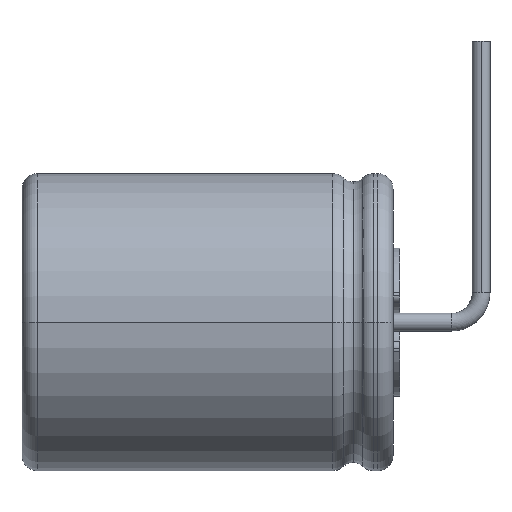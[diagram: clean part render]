
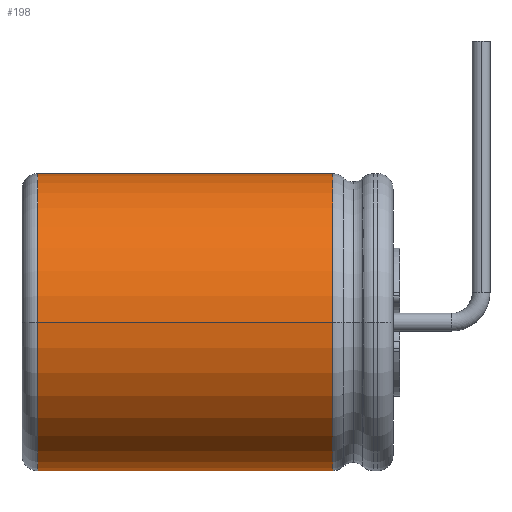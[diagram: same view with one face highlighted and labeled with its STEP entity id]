
A CAD part, left-side view. The second image highlights one B-rep face of the part: STEP entity #198.
In plain terms, the highlighted cylindrical face has radius 5.025 mm (diameter 10.051 mm), a partial arc.
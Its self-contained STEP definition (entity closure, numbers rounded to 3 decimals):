
#11 = CARTESIAN_POINT ( 'NONE',  ( 0., 2.52, -5.025 ) ) ;
#24 = ORIENTED_EDGE ( 'NONE', *, *, #4080, .F. ) ;
#185 = CYLINDRICAL_SURFACE ( 'NONE', #2063, 5.025 ) ;
#198 = ADVANCED_FACE ( 'NONE', ( #358 ), #185, .T. ) ;
#233 = EDGE_CURVE ( 'NONE', #1388, #3967, #1685, .T. ) ;
#256 = CARTESIAN_POINT ( 'NONE',  ( 0., 12.5, 0. ) ) ;
#272 = ORIENTED_EDGE ( 'NONE', *, *, #4233, .T. ) ;
#334 = VERTEX_POINT ( 'NONE', #3677 ) ;
#358 = FACE_OUTER_BOUND ( 'NONE', #362, .T. ) ;
#362 = EDGE_LOOP ( 'NONE', ( #272, #24, #3155, #4673 ) ) ;
#644 = VECTOR ( 'NONE', #3230, 1000. ) ;
#663 = DIRECTION ( 'NONE',  ( 0., 1., 0. ) ) ;
#1388 = VERTEX_POINT ( 'NONE', #3933 ) ;
#1637 = LINE ( 'NONE', #4086, #2784 ) ;
#1665 = AXIS2_PLACEMENT_3D ( 'NONE', #256, #4584, #1710 ) ;
#1685 = CIRCLE ( 'NONE', #4244, 5.025 ) ;
#1710 = DIRECTION ( 'NONE',  ( 1., 0., 0. ) ) ;
#1780 = CARTESIAN_POINT ( 'NONE',  ( 0., 2.52, 0. ) ) ;
#1827 = LINE ( 'NONE', #4668, #644 ) ;
#2063 = AXIS2_PLACEMENT_3D ( 'NONE', #2452, #663, #3537 ) ;
#2153 = DIRECTION ( 'NONE',  ( 1., 0., 0. ) ) ;
#2452 = CARTESIAN_POINT ( 'NONE',  ( 0., 12.922, 0. ) ) ;
#2578 = VERTEX_POINT ( 'NONE', #3384 ) ;
#2784 = VECTOR ( 'NONE', #3355, 1000. ) ;
#3155 = ORIENTED_EDGE ( 'NONE', *, *, #233, .F. ) ;
#3229 = DIRECTION ( 'NONE',  ( 0., -1., 0. ) ) ;
#3230 = DIRECTION ( 'NONE',  ( 0., -1., 0. ) ) ;
#3271 = CIRCLE ( 'NONE', #1665, 5.025 ) ;
#3355 = DIRECTION ( 'NONE',  ( 0., 1., 0. ) ) ;
#3384 = CARTESIAN_POINT ( 'NONE',  ( 0., 12.5, 5.025 ) ) ;
#3537 = DIRECTION ( 'NONE',  ( 1., 0., 0. ) ) ;
#3677 = CARTESIAN_POINT ( 'NONE',  ( 0., 12.5, -5.025 ) ) ;
#3893 = EDGE_CURVE ( 'NONE', #2578, #1388, #1827, .T. ) ;
#3933 = CARTESIAN_POINT ( 'NONE',  ( 0., 2.52, 5.025 ) ) ;
#3967 = VERTEX_POINT ( 'NONE', #11 ) ;
#4080 = EDGE_CURVE ( 'NONE', #3967, #334, #1637, .T. ) ;
#4086 = CARTESIAN_POINT ( 'NONE',  ( 0., 12.922, -5.025 ) ) ;
#4233 = EDGE_CURVE ( 'NONE', #2578, #334, #3271, .T. ) ;
#4244 = AXIS2_PLACEMENT_3D ( 'NONE', #1780, #3229, #2153 ) ;
#4584 = DIRECTION ( 'NONE',  ( 0., -1., 0. ) ) ;
#4668 = CARTESIAN_POINT ( 'NONE',  ( 0., 12.922, 5.025 ) ) ;
#4673 = ORIENTED_EDGE ( 'NONE', *, *, #3893, .F. ) ;
